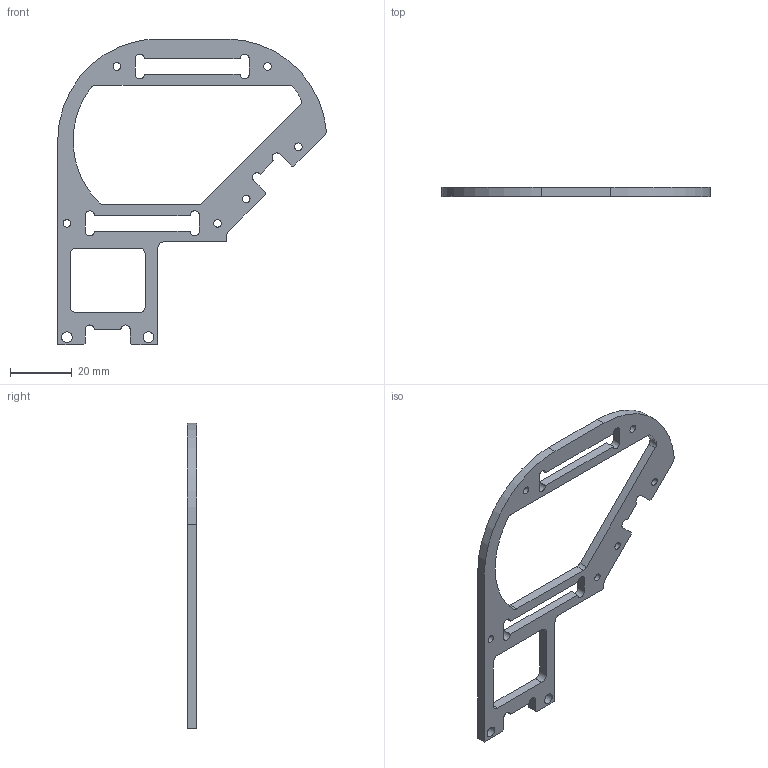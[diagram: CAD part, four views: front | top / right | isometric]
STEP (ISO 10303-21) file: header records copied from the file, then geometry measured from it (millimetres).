
FILE_DESCRIPTION(/* description */ (''),/* implementation_level */ '2;1');
FILE_NAME(/* name */ 'HeadSideFrame.stp',/* time_stamp */ '2024-06-13T11:21:51+09:00',/* author */ ('masato'),/* organization */ (''),/* preprocessor_version */ 'ST-DEVELOPER v20',/* originating_system */ 'Autodesk Inventor 2024',/* authorisation */ '');
FILE_SCHEMA (('AUTOMOTIVE_DESIGN { 1 0 10303 214 3 1 1 }'));
Length unit declared in the file: millimetre
Products named in the file (1): HeadSideFrame
Bounding box: 87.35 x 3 x 99.5 mm (x, y, z)
Volume: 7228.8 mm3; surface area: 7474.8 mm2
Topology: 1 solids, 1 shells, 72 faces, 210 edges, 140 vertices
Faces by surface type: plane 36, cylinder 32, bspline 4
Full cylindrical faces by diameter (mm): 2.5 x6, 3.5 x2
Entity records: 2499 total; most frequent: CARTESIAN_POINT 443, ORIENTED_EDGE 420, DIRECTION 420, EDGE_CURVE 210, AXIS2_PLACEMENT_3D 141, VERTEX_POINT 140, LINE 138, VECTOR 138
